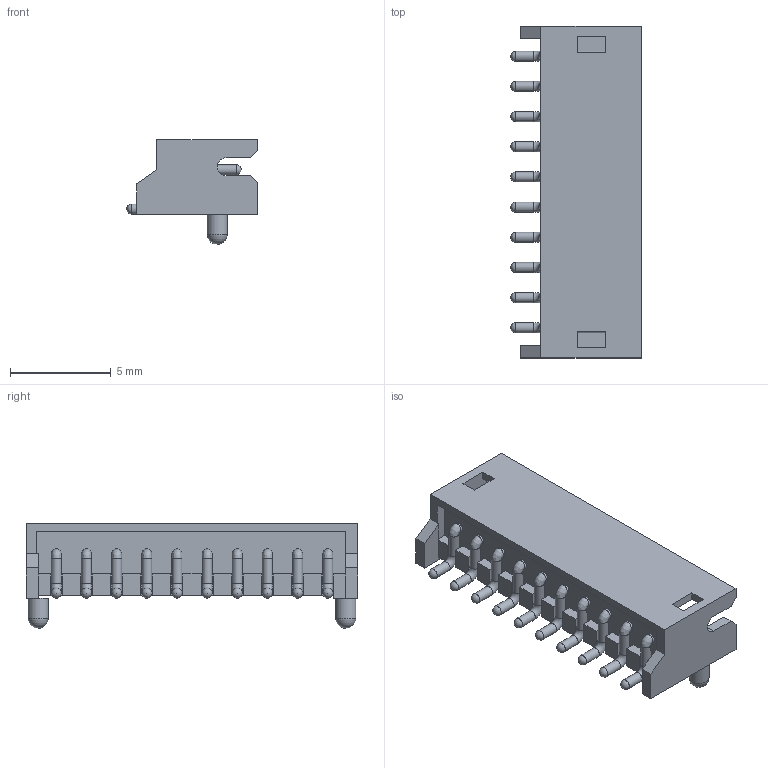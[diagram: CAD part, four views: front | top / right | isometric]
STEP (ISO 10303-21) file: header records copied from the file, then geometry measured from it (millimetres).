
FILE_DESCRIPTION(/* description */ (''),/* implementation_level */ '2;1');
FILE_NAME(/* name */ 'S10B-ZR-SM2-TF.step',/* time_stamp */ '2023-11-07T20:01:17+03:00',/* author */ ('Sandman'),/* organization */ (''),/* preprocessor_version */ 'ST-DEVELOPER v18.1',/* originating_system */ 'Autodesk Inventor 2021',/* authorisation */ '');
FILE_SCHEMA (('AUTOMOTIVE_DESIGN { 1 0 10303 214 3 1 1 }'));
Length unit declared in the file: millimetre
Products named in the file (1): ZH_connector
Bounding box: 6.5 x 16.5 x 5.2 mm (x, y, z)
Volume: 142.8 mm3; surface area: 569 mm2
Topology: 1 solids, 1 shells, 173 faces, 483 edges, 289 vertices
Faces by surface type: plane 87, cylinder 44, sphere 22, torus 10, bspline 10
Full cylindrical faces by diameter (mm): 0.5 x40, 1 x2
Entity records: 5600 total; most frequent: CARTESIAN_POINT 1164, DIRECTION 912, ORIENTED_EDGE 882, EDGE_CURVE 441, AXIS2_PLACEMENT_3D 307, LINE 298, VECTOR 298, VERTEX_POINT 289
